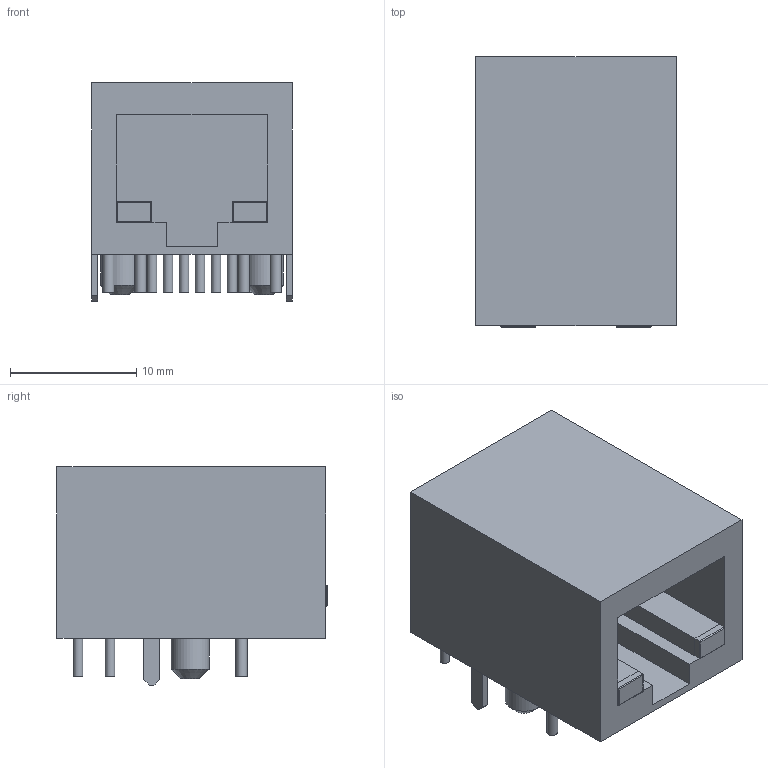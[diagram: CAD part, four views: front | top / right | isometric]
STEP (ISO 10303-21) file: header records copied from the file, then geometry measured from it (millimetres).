
FILE_DESCRIPTION(('FreeCAD Model'),'2;1');
FILE_NAME( 'arjm11b1-502.step', '2020-01-05T16:36:00',('Author'),(''), 'Open CASCADE STEP processor 6.8','FreeCAD','Unknown');
FILE_SCHEMA(('AUTOMOTIVE_DESIGN_CC2 { 1 2 10303 214 -1 1 5 4 }'));
Length unit declared in the file: millimetre
Products named in the file (1): Chamfer001
Bounding box: 15.9 x 21.4 x 17.3 mm (x, y, z)
Volume: 3405.8 mm3; surface area: 2439.5 mm2
Topology: 1 solids, 1 shells, 85 faces, 178 edges, 112 vertices
Faces by surface type: plane 59, cylinder 24, cone 2
Full cylindrical faces by diameter (mm): 0.75 x10, 0.9 x4, 3 x2
Entity records: 5347 total; most frequent: CARTESIAN_POINT 1056, DIRECTION 696, LINE 440, VECTOR 440, ORIENTED_EDGE 356, PCURVE 356, DEFINITIONAL_REPRESENTATION 356, EDGE_CURVE 178
